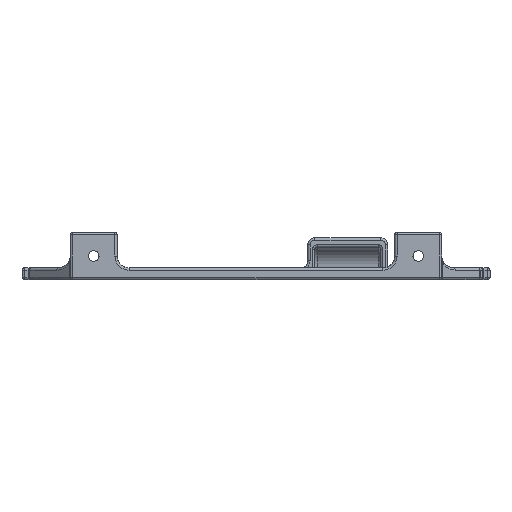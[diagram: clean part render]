
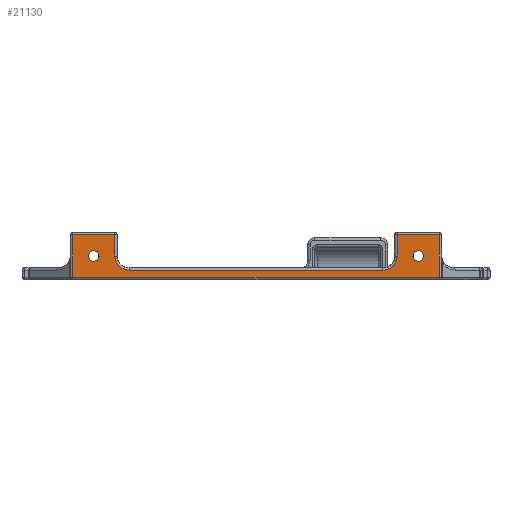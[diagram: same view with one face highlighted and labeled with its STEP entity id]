
A CAD part, left-side view. The second image highlights one B-rep face of the part: STEP entity #21130.
In plain terms, the highlighted planar face has unit normal (-1, 0, 0).
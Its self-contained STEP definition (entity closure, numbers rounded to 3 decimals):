
#297 = VERTEX_POINT ( 'NONE', #1740 ) ;
#504 = LINE ( 'NONE', #20624, #19109 ) ;
#645 = VECTOR ( 'NONE', #3742, 1000. ) ;
#717 = DIRECTION ( 'NONE',  ( -1., 0., 0. ) ) ;
#1056 = VERTEX_POINT ( 'NONE', #23320 ) ;
#1231 = CIRCLE ( 'NONE', #5542, 2.25 ) ;
#1309 = EDGE_LOOP ( 'NONE', ( #3847, #3496, #23876, #8090, #13353, #24535, #4006, #7380, #13944, #22523 ) ) ;
#1627 = DIRECTION ( 'NONE',  ( 0., -1., 0. ) ) ;
#1698 = CIRCLE ( 'NONE', #15448, 2.25 ) ;
#1720 = CARTESIAN_POINT ( 'NONE',  ( -84.5, -71.25, 10. ) ) ;
#1740 = CARTESIAN_POINT ( 'NONE',  ( -84.5, -54., 4. ) ) ;
#1822 = EDGE_CURVE ( 'NONE', #9108, #8622, #22082, .T. ) ;
#1861 = LINE ( 'NONE', #26530, #645 ) ;
#1947 = EDGE_CURVE ( 'NONE', #8786, #9108, #19766, .T. ) ;
#1970 = CARTESIAN_POINT ( 'NONE',  ( -84.5, 78., 1. ) ) ;
#2113 = CARTESIAN_POINT ( 'NONE',  ( -84.5, 0., 19. ) ) ;
#3089 = EDGE_CURVE ( 'NONE', #1056, #18536, #1698, .T. ) ;
#3422 = FACE_BOUND ( 'NONE', #25152, .T. ) ;
#3496 = ORIENTED_EDGE ( 'NONE', *, *, #9170, .T. ) ;
#3498 = CARTESIAN_POINT ( 'NONE',  ( -84.5, -78., 1. ) ) ;
#3742 = DIRECTION ( 'NONE',  ( 0., 1., 0. ) ) ;
#3781 = CARTESIAN_POINT ( 'NONE',  ( -84.5, -60., 19. ) ) ;
#3847 = ORIENTED_EDGE ( 'NONE', *, *, #23427, .T. ) ;
#4006 = ORIENTED_EDGE ( 'NONE', *, *, #16533, .T. ) ;
#4095 = CARTESIAN_POINT ( 'NONE',  ( -84.5, 60., 19. ) ) ;
#4383 = LINE ( 'NONE', #14750, #25697 ) ;
#4492 = EDGE_CURVE ( 'NONE', #19297, #22093, #22393, .T. ) ;
#4959 = EDGE_CURVE ( 'NONE', #8622, #22851, #6986, .T. ) ;
#5457 = EDGE_CURVE ( 'NONE', #19585, #17332, #23529, .T. ) ;
#5542 = AXIS2_PLACEMENT_3D ( 'NONE', #23075, #12807, #1627 ) ;
#5601 = CARTESIAN_POINT ( 'NONE',  ( -84.5, 60., 10. ) ) ;
#5666 = CARTESIAN_POINT ( 'NONE',  ( -84.5, 71.25, 10. ) ) ;
#5711 = DIRECTION ( 'NONE',  ( 0., 1., 0. ) ) ;
#6379 = CIRCLE ( 'NONE', #16282, 6. ) ;
#6697 = ORIENTED_EDGE ( 'NONE', *, *, #3089, .F. ) ;
#6717 = CIRCLE ( 'NONE', #19642, 2.25 ) ;
#6818 = DIRECTION ( 'NONE',  ( 0., 0., 1. ) ) ;
#6986 = LINE ( 'NONE', #25301, #12894 ) ;
#7380 = ORIENTED_EDGE ( 'NONE', *, *, #19430, .T. ) ;
#7999 = CARTESIAN_POINT ( 'NONE',  ( -84.5, -69., 10. ) ) ;
#8090 = ORIENTED_EDGE ( 'NONE', *, *, #1947, .T. ) ;
#8339 = CARTESIAN_POINT ( 'NONE',  ( -84.5, 54., 4. ) ) ;
#8417 = EDGE_CURVE ( 'NONE', #18536, #1056, #1231, .T. ) ;
#8457 = ORIENTED_EDGE ( 'NONE', *, *, #8417, .F. ) ;
#8622 = VERTEX_POINT ( 'NONE', #3781 ) ;
#8786 = VERTEX_POINT ( 'NONE', #3498 ) ;
#8811 = AXIS2_PLACEMENT_3D ( 'NONE', #13900, #13779, #18219 ) ;
#9043 = DIRECTION ( 'NONE',  ( 1., 0., 0. ) ) ;
#9108 = VERTEX_POINT ( 'NONE', #9248 ) ;
#9170 = EDGE_CURVE ( 'NONE', #20165, #10163, #19788, .T. ) ;
#9217 = EDGE_LOOP ( 'NONE', ( #9841, #9411 ) ) ;
#9248 = CARTESIAN_POINT ( 'NONE',  ( -84.5, -78., 19. ) ) ;
#9411 = ORIENTED_EDGE ( 'NONE', *, *, #17937, .T. ) ;
#9423 = CARTESIAN_POINT ( 'NONE',  ( -84.5, -54., 10. ) ) ;
#9841 = ORIENTED_EDGE ( 'NONE', *, *, #5457, .T. ) ;
#10033 = CARTESIAN_POINT ( 'NONE',  ( -84.5, 0., 1. ) ) ;
#10135 = DIRECTION ( 'NONE',  ( 1., 0., 0. ) ) ;
#10163 = VERTEX_POINT ( 'NONE', #1970 ) ;
#10213 = EDGE_CURVE ( 'NONE', #22093, #12041, #4383, .T. ) ;
#12041 = VERTEX_POINT ( 'NONE', #4095 ) ;
#12273 = VECTOR ( 'NONE', #18264, 1000. ) ;
#12807 = DIRECTION ( 'NONE',  ( -1., 0., 0. ) ) ;
#12894 = VECTOR ( 'NONE', #25565, 1000. ) ;
#13353 = ORIENTED_EDGE ( 'NONE', *, *, #1822, .T. ) ;
#13642 = PLANE ( 'NONE',  #8811 ) ;
#13779 = DIRECTION ( 'NONE',  ( 1., 0., 0. ) ) ;
#13799 = DIRECTION ( 'NONE',  ( 0., 1., 0. ) ) ;
#13900 = CARTESIAN_POINT ( 'NONE',  ( -84.5, 0., 5. ) ) ;
#13944 = ORIENTED_EDGE ( 'NONE', *, *, #4492, .T. ) ;
#14470 = DIRECTION ( 'NONE',  ( 0., -1., 0. ) ) ;
#14750 = CARTESIAN_POINT ( 'NONE',  ( -84.5, 60., 19. ) ) ;
#14920 = DIRECTION ( 'NONE',  ( 0., 1., 0. ) ) ;
#15213 = DIRECTION ( 'NONE',  ( 1., 0., 0. ) ) ;
#15289 = CARTESIAN_POINT ( 'NONE',  ( -84.5, -69., 10. ) ) ;
#15371 = DIRECTION ( 'NONE',  ( 0., 1., 0. ) ) ;
#15448 = AXIS2_PLACEMENT_3D ( 'NONE', #24725, #717, #14470 ) ;
#15753 = AXIS2_PLACEMENT_3D ( 'NONE', #7999, #10135, #5711 ) ;
#16060 = FACE_BOUND ( 'NONE', #9217, .T. ) ;
#16282 = AXIS2_PLACEMENT_3D ( 'NONE', #9423, #15213, #19419 ) ;
#16357 = AXIS2_PLACEMENT_3D ( 'NONE', #25483, #9043, #15371 ) ;
#16533 = EDGE_CURVE ( 'NONE', #22851, #297, #6379, .T. ) ;
#17188 = DIRECTION ( 'NONE',  ( 0., 0., 1. ) ) ;
#17332 = VERTEX_POINT ( 'NONE', #25110 ) ;
#17739 = CARTESIAN_POINT ( 'NONE',  ( -84.5, 78., 5. ) ) ;
#17937 = EDGE_CURVE ( 'NONE', #17332, #19585, #6717, .T. ) ;
#17953 = FACE_OUTER_BOUND ( 'NONE', #1309, .T. ) ;
#18219 = DIRECTION ( 'NONE',  ( 0., 1., 0. ) ) ;
#18264 = DIRECTION ( 'NONE',  ( 0., -1., 0. ) ) ;
#18536 = VERTEX_POINT ( 'NONE', #5666 ) ;
#19109 = VECTOR ( 'NONE', #14920, 1000. ) ;
#19297 = VERTEX_POINT ( 'NONE', #8339 ) ;
#19419 = DIRECTION ( 'NONE',  ( 0., 1., 0. ) ) ;
#19430 = EDGE_CURVE ( 'NONE', #297, #19297, #504, .T. ) ;
#19585 = VERTEX_POINT ( 'NONE', #1720 ) ;
#19628 = CARTESIAN_POINT ( 'NONE',  ( -84.5, -78., 19. ) ) ;
#19642 = AXIS2_PLACEMENT_3D ( 'NONE', #15289, #21528, #13799 ) ;
#19766 = LINE ( 'NONE', #19628, #25390 ) ;
#19788 = LINE ( 'NONE', #17739, #23684 ) ;
#20165 = VERTEX_POINT ( 'NONE', #21493 ) ;
#20189 = DIRECTION ( 'NONE',  ( 0., 1., 0. ) ) ;
#20624 = CARTESIAN_POINT ( 'NONE',  ( -84.5, 54., 4. ) ) ;
#21130 = ADVANCED_FACE ( 'NONE', ( #17953, #3422, #16060 ), #13642, .F. ) ;
#21493 = CARTESIAN_POINT ( 'NONE',  ( -84.5, 78., 19. ) ) ;
#21528 = DIRECTION ( 'NONE',  ( 1., 0., 0. ) ) ;
#21944 = DIRECTION ( 'NONE',  ( 0., 0., -1. ) ) ;
#22082 = LINE ( 'NONE', #2113, #24523 ) ;
#22093 = VERTEX_POINT ( 'NONE', #5601 ) ;
#22393 = CIRCLE ( 'NONE', #16357, 6. ) ;
#22523 = ORIENTED_EDGE ( 'NONE', *, *, #10213, .T. ) ;
#22680 = CARTESIAN_POINT ( 'NONE',  ( -84.5, -60., 10. ) ) ;
#22851 = VERTEX_POINT ( 'NONE', #22680 ) ;
#23075 = CARTESIAN_POINT ( 'NONE',  ( -84.5, 69., 10. ) ) ;
#23320 = CARTESIAN_POINT ( 'NONE',  ( -84.5, 66.75, 10. ) ) ;
#23427 = EDGE_CURVE ( 'NONE', #12041, #20165, #1861, .T. ) ;
#23529 = CIRCLE ( 'NONE', #15753, 2.25 ) ;
#23684 = VECTOR ( 'NONE', #21944, 1000. ) ;
#23876 = ORIENTED_EDGE ( 'NONE', *, *, #24584, .T. ) ;
#24523 = VECTOR ( 'NONE', #20189, 1000. ) ;
#24535 = ORIENTED_EDGE ( 'NONE', *, *, #4959, .T. ) ;
#24584 = EDGE_CURVE ( 'NONE', #10163, #8786, #25978, .T. ) ;
#24725 = CARTESIAN_POINT ( 'NONE',  ( -84.5, 69., 10. ) ) ;
#25110 = CARTESIAN_POINT ( 'NONE',  ( -84.5, -66.75, 10. ) ) ;
#25152 = EDGE_LOOP ( 'NONE', ( #6697, #8457 ) ) ;
#25301 = CARTESIAN_POINT ( 'NONE',  ( -84.5, -60., 5. ) ) ;
#25390 = VECTOR ( 'NONE', #17188, 1000. ) ;
#25483 = CARTESIAN_POINT ( 'NONE',  ( -84.5, 54., 10. ) ) ;
#25565 = DIRECTION ( 'NONE',  ( 0., 0., -1. ) ) ;
#25697 = VECTOR ( 'NONE', #6818, 1000. ) ;
#25978 = LINE ( 'NONE', #10033, #12273 ) ;
#26530 = CARTESIAN_POINT ( 'NONE',  ( -84.5, 79., 19. ) ) ;
